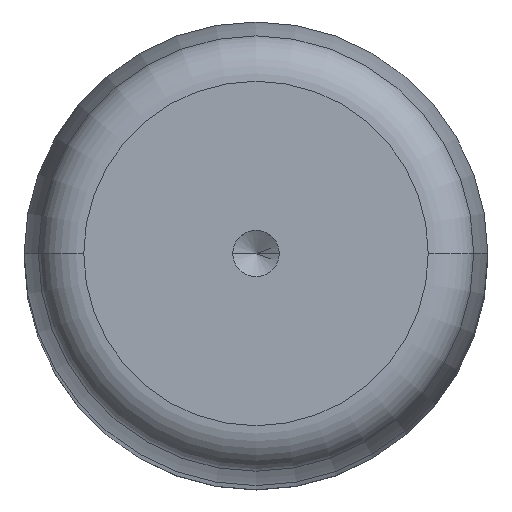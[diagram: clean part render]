
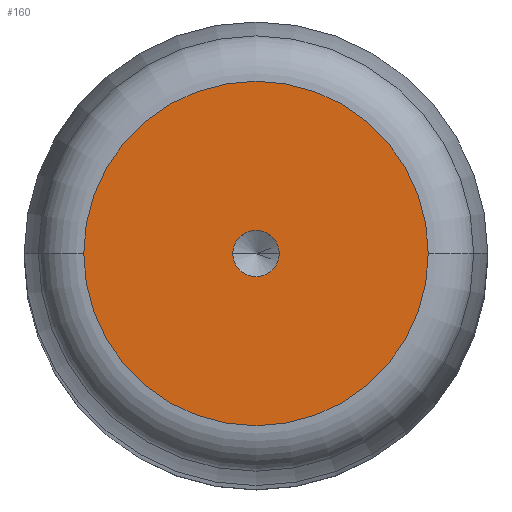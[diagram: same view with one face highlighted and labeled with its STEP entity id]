
A CAD part, top view. The second image highlights one B-rep face of the part: STEP entity #160.
In plain terms, the highlighted planar face has unit normal (0, 0, 1).
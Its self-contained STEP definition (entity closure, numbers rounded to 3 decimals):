
#6 = ORIENTED_EDGE ( 'NONE', *, *, #477, .T. ) ;
#26 = VERTEX_POINT ( 'NONE', #379 ) ;
#27 = EDGE_CURVE ( 'NONE', #353, #26, #75, .T. ) ;
#48 = DIRECTION ( 'NONE',  ( 0., 0., 1. ) ) ;
#50 = ORIENTED_EDGE ( 'NONE', *, *, #639, .F. ) ;
#75 = CIRCLE ( 'NONE', #632, 7.432 ) ;
#87 = AXIS2_PLACEMENT_3D ( 'NONE', #407, #653, #255 ) ;
#117 = CARTESIAN_POINT ( 'NONE',  ( 0., 0., 120. ) ) ;
#143 = ORIENTED_EDGE ( 'NONE', *, *, #159, .F. ) ;
#159 = EDGE_CURVE ( 'NONE', #252, #513, #352, .T. ) ;
#160 = ADVANCED_FACE ( 'NONE', ( #585, #595 ), #354, .T. ) ;
#161 = CARTESIAN_POINT ( 'NONE',  ( -1., 0., 120. ) ) ;
#168 = DIRECTION ( 'NONE',  ( 0., 0., 1. ) ) ;
#247 = CARTESIAN_POINT ( 'NONE',  ( 1., 0., 120. ) ) ;
#252 = VERTEX_POINT ( 'NONE', #247 ) ;
#253 = DIRECTION ( 'NONE',  ( 1., 0., 0. ) ) ;
#255 = DIRECTION ( 'NONE',  ( 1., 0., 0. ) ) ;
#262 = ORIENTED_EDGE ( 'NONE', *, *, #27, .T. ) ;
#270 = CARTESIAN_POINT ( 'NONE',  ( 0., 0., 120. ) ) ;
#275 = DIRECTION ( 'NONE',  ( 1., 0., 0. ) ) ;
#303 = CIRCLE ( 'NONE', #340, 7.432 ) ;
#326 = DIRECTION ( 'NONE',  ( 0., 0., 1. ) ) ;
#340 = AXIS2_PLACEMENT_3D ( 'NONE', #270, #48, #418 ) ;
#352 = CIRCLE ( 'NONE', #382, 1. ) ;
#353 = VERTEX_POINT ( 'NONE', #509 ) ;
#354 = PLANE ( 'NONE',  #87 ) ;
#379 = CARTESIAN_POINT ( 'NONE',  ( 7.432, 0., 120. ) ) ;
#382 = AXIS2_PLACEMENT_3D ( 'NONE', #643, #402, #253 ) ;
#402 = DIRECTION ( 'NONE',  ( 0., 0., 1. ) ) ;
#407 = CARTESIAN_POINT ( 'NONE',  ( 0., 0., 120. ) ) ;
#418 = DIRECTION ( 'NONE',  ( 1., 0., 0. ) ) ;
#454 = AXIS2_PLACEMENT_3D ( 'NONE', #117, #326, #527 ) ;
#477 = EDGE_CURVE ( 'NONE', #26, #353, #303, .T. ) ;
#483 = EDGE_LOOP ( 'NONE', ( #6, #262 ) ) ;
#509 = CARTESIAN_POINT ( 'NONE',  ( -7.432, 0., 120. ) ) ;
#513 = VERTEX_POINT ( 'NONE', #161 ) ;
#527 = DIRECTION ( 'NONE',  ( 1., 0., 0. ) ) ;
#581 = CARTESIAN_POINT ( 'NONE',  ( 0., 0., 120. ) ) ;
#585 = FACE_BOUND ( 'NONE', #592, .T. ) ;
#592 = EDGE_LOOP ( 'NONE', ( #143, #50 ) ) ;
#595 = FACE_OUTER_BOUND ( 'NONE', #483, .T. ) ;
#632 = AXIS2_PLACEMENT_3D ( 'NONE', #581, #168, #275 ) ;
#639 = EDGE_CURVE ( 'NONE', #513, #252, #647, .T. ) ;
#643 = CARTESIAN_POINT ( 'NONE',  ( 0., 0., 120. ) ) ;
#647 = CIRCLE ( 'NONE', #454, 1. ) ;
#653 = DIRECTION ( 'NONE',  ( 0., 0., 1. ) ) ;
